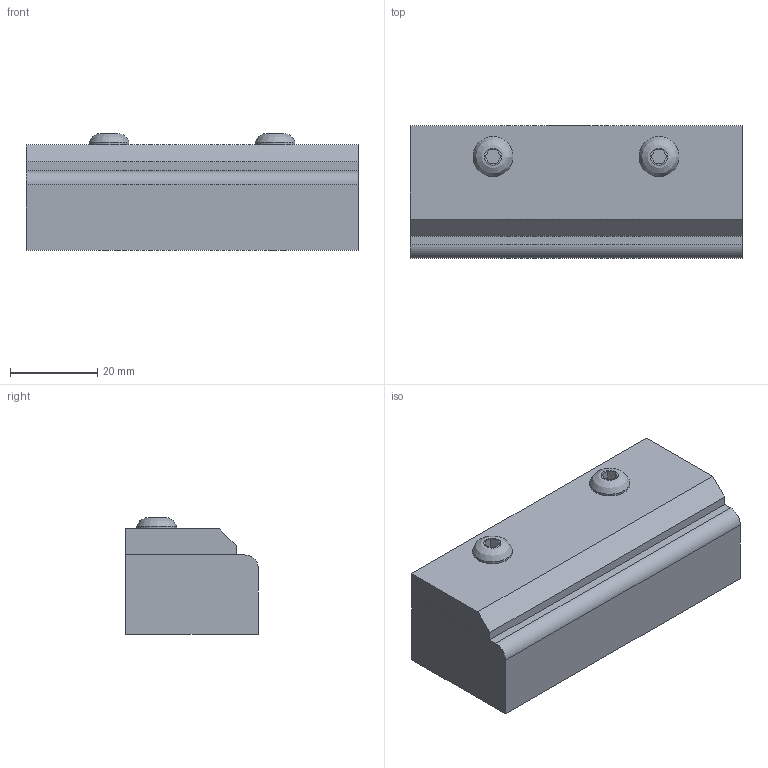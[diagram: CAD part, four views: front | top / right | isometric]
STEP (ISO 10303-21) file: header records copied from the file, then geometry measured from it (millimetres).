
FILE_DESCRIPTION((''),'2;1');
FILE_NAME('2603SS.stp','2012-04-18T12:31:18',('benzil estridge'),(''),'Autodesk Inventor 2012','Autodesk Inventor 2012','');
FILE_SCHEMA(('AUTOMOTIVE_DESIGN { 1 0 10303 214 1 1 1 1 }'));
Length unit declared in the file: inch
Products named in the file (1): 2603SS
Bounding box: 76.2 x 30.48 x 26.85 mm (x, y, z)
Volume: 50613.1 mm3; surface area: 15547.7 mm2
Topology: 4 solids, 4 shells, 50 faces, 108 edges, 71 vertices
Faces by surface type: plane 34, cylinder 10, cone 4, bspline 2
Full cylindrical faces by diameter (mm): 4.826 x6, 9.169 x2, 11.113 x1
Entity records: 1382 total; most frequent: CARTESIAN_POINT 297, DIRECTION 214, ORIENTED_EDGE 180, EDGE_CURVE 90, EDGE_LOOP 78, AXIS2_PLACEMENT_3D 75, VERTEX_POINT 68, VECTOR 64
